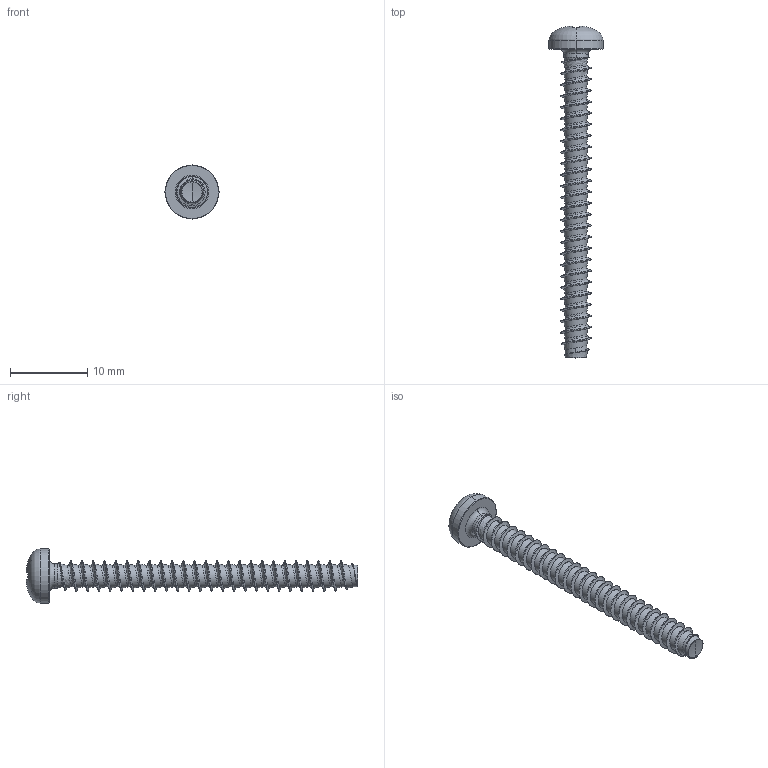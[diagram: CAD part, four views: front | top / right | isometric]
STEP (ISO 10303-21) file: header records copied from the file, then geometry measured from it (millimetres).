
FILE_DESCRIPTION (( 'STEP AP203' ), '1' );
FILE_NAME ('STP220400400.STEP', '2017-08-15T03:09:05', ( '' ), ( '' ), 'SwSTEP 2.0', 'SolidWorks 2015', '' );
FILE_SCHEMA (( 'CONFIG_CONTROL_DESIGN' ));
Products named in the file (1): STP220400400
Bounding box: 7 x 43.03 x 7 mm (x, y, z)
Volume: 380.2 mm3; surface area: 725.6 mm2
Topology: 1 solids, 1 shells, 222 faces, 551 edges, 331 vertices
Faces by surface type: cylinder 80, bspline 55, plane 30, torus 28, sphere 20, cone 9
Entity records: 39561 total; most frequent: CARTESIAN_POINT 34883, ORIENTED_EDGE 1098, DIRECTION 825, EDGE_CURVE 549, AXIS2_PLACEMENT_3D 350, VERTEX_POINT 331, EDGE_LOOP 224, ADVANCED_FACE 222
